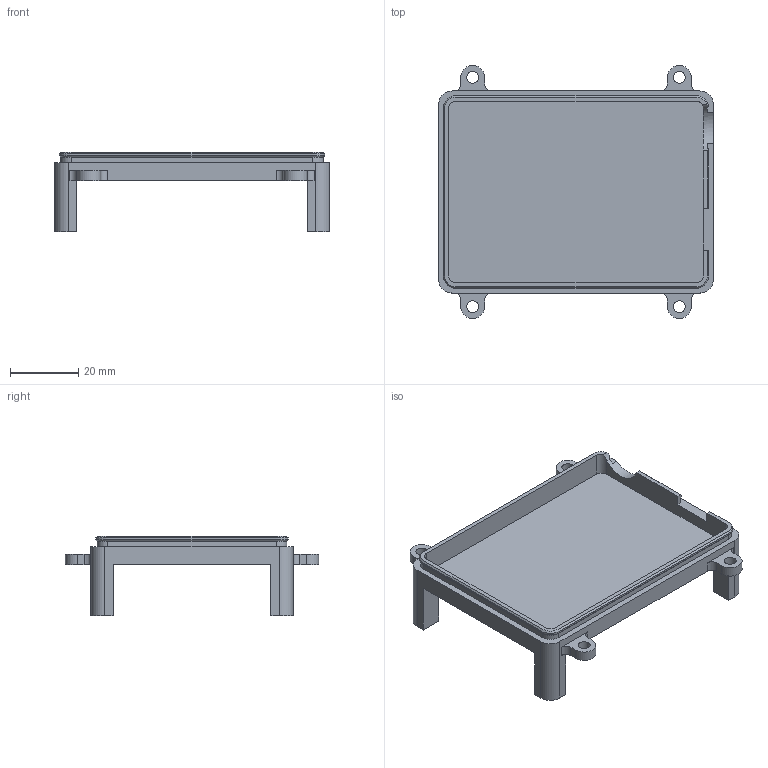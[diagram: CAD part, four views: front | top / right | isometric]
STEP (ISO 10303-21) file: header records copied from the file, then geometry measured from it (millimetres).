
FILE_DESCRIPTION(/* description */ ('STEP AP242','CAx-IF Rec.Pracs.---Representation and Presentation of Product Manufacturing Information (PMI)---4.0---2014-10-13','CAx-IF Rec.Pracs.---3D Tessellated Geometry---0.4---2014-09-14','2;1'),/* implementation_level */ '2;1');
FILE_NAME(/* name */ '62ebff5531da2c5192c3c5a9',/* time_stamp */ '2022-08-04T17:18:14+00:00',/* author */ (''),/* organization */ (''),/* preprocessor_version */ 'ST-DEVELOPER v18.102',/* originating_system */ ' ',/* authorisation */ ' ');
FILE_SCHEMA (('AP242_MANAGED_MODEL_BASED_3D_ENGINEERING_MIM_LF { 1 0 10303 442 1 1 4 }'));
Length unit declared in the file: metre
Products named in the file (1): Bottom
Bounding box: 80.6 x 74.3 x 23.3 mm (x, y, z)
Volume: 13865.2 mm3; surface area: 15422.4 mm2
Topology: 1 solids, 1 shells, 101 faces, 276 edges, 177 vertices
Faces by surface type: plane 60, cylinder 33, cone 8
Full cylindrical faces by diameter (mm): 3.5 x4
Entity records: 3200 total; most frequent: CARTESIAN_POINT 566, DIRECTION 546, ORIENTED_EDGE 544, EDGE_CURVE 272, LINE 192, VECTOR 192, VERTEX_POINT 177, AXIS2_PLACEMENT_3D 177
